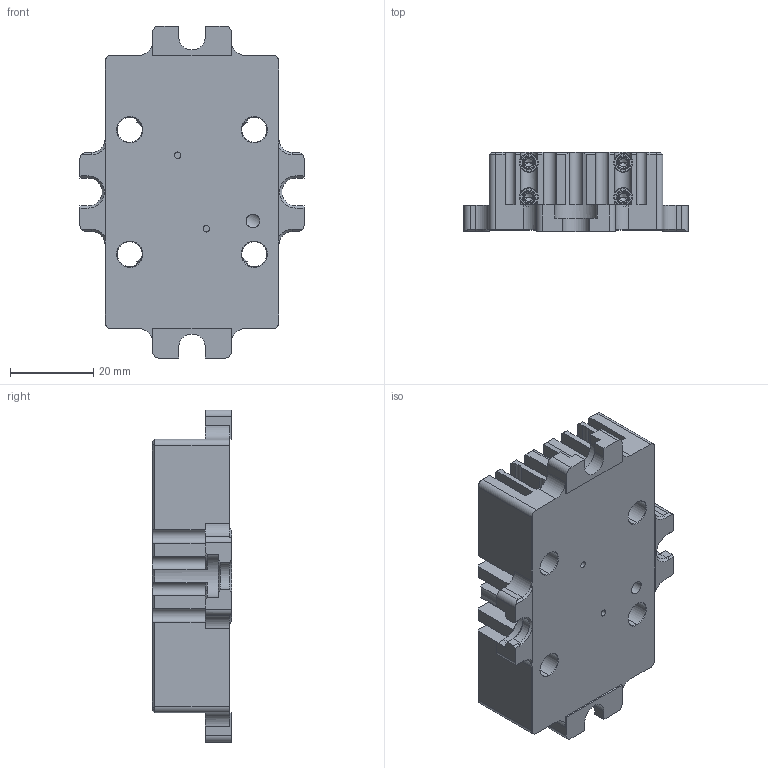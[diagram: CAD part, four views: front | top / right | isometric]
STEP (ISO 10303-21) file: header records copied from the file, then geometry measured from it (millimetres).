
FILE_DESCRIPTION((''),'2;1');
FILE_NAME('LED-BL_ASM','2025-06-23T09:50:40',('R&D'),(''),'CREO PARAMETRIC BY PTC INC, 2021063','CREO PARAMETRIC BY PTC INC, 2021063','');
FILE_SCHEMA(('CONFIG_CONTROL_DESIGN'));
Length unit declared in the file: millimetre
Products named in the file (33): LED-BL-A2; LED-BL-A3; LED-BL-A4; LED-BL-A5; LED-BL-A6; LED-BL-A7; LED-BL-A8; LED-BL-A9; LED-BL-B1; LED-BL-B2; LED-BL-B3; LED-BL-B4; LED-BL-B5; LED-BL-B6; LED-BL-B7; LED-BL-B8; LED-BL-B9; LED-BL-C1; LED-BL-C2; LED-BL-C3; LED-BL-C4; LED-BL-C5; LED-BL-C6; LED-BL-C7; LED-BL-C8; LED-BL-C9; LED-BL-D1; LED-BL-D2; LED-BL-D3; LED-BL-D4; LED-BL-D5; LED-BL-A1_ASM; LED-BL_ASM
Assembly tree (33 placements, depth 3):
  LED-BL_ASM
    LED-BL-A1_ASM
      LED-BL-A2
      LED-BL-A3  x2
      LED-BL-A4
      LED-BL-A5
      LED-BL-A6
      LED-BL-A7
      LED-BL-A8
      LED-BL-A9
      LED-BL-B1
      LED-BL-B2
      LED-BL-B3
      LED-BL-B4
      LED-BL-B5
      LED-BL-B6
      LED-BL-B7
      LED-BL-B8
      LED-BL-B9
      LED-BL-C1
      LED-BL-C2
      LED-BL-C3
      LED-BL-C4
      LED-BL-C5
      LED-BL-C6
      LED-BL-C7
      LED-BL-C8
      LED-BL-C9
      LED-BL-D1
      LED-BL-D2
      LED-BL-D3
      LED-BL-D4
      LED-BL-D5
Bounding box: 54 x 19.05 x 80 mm (x, y, z)
Volume: 34564 mm3; surface area: 22794.8 mm2
Topology: 31 solids, 31 shells, 933 faces, 2385 edges, 1479 vertices
Faces by surface type: plane 497, cylinder 224, cone 178, bspline 19, sphere 9, extrusion 4, torus 2
Entity records: 34233 total; most frequent: CARTESIAN_POINT 11595, DIRECTION 4619, ORIENTED_EDGE 4582, EDGE_CURVE 2291, AXIS2_PLACEMENT_3D 1592, VERTEX_POINT 1451, VECTOR 1435, LINE 1431
